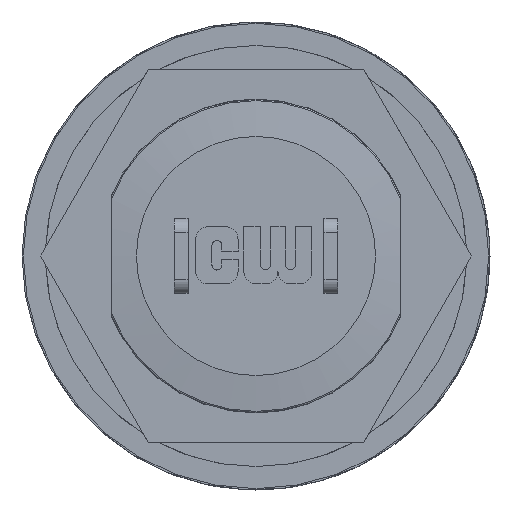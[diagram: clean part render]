
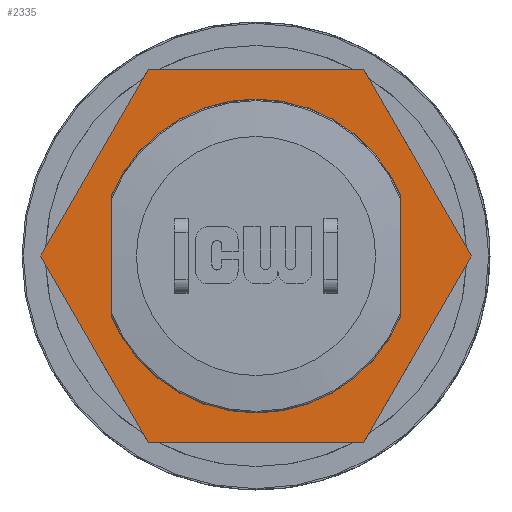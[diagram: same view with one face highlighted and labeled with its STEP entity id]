
A CAD part, front view. The second image highlights one B-rep face of the part: STEP entity #2335.
In plain terms, the highlighted planar face has unit normal (0, -1, 0).
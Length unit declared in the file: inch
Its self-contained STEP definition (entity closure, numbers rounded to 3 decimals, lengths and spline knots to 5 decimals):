
#105=FACE_BOUND('',#478,.T.);
#186=CIRCLE('',#2509,0.22169);
#187=CIRCLE('',#2510,0.22169);
#348=FACE_OUTER_BOUND('',#477,.T.);
#477=EDGE_LOOP('',(#1687,#1688,#1689,#1690,#1691,#1692));
#478=EDGE_LOOP('',(#1693,#1694,#1695,#1696));
#658=LINE('',#3582,#832);
#659=LINE('',#3584,#833);
#660=LINE('',#3586,#834);
#661=LINE('',#3588,#835);
#662=LINE('',#3590,#836);
#663=LINE('',#3591,#837);
#664=LINE('',#3594,#838);
#665=LINE('',#3598,#839);
#832=VECTOR('',#2897,0.3937);
#833=VECTOR('',#2898,0.3937);
#834=VECTOR('',#2899,0.3937);
#835=VECTOR('',#2900,0.3937);
#836=VECTOR('',#2901,0.3937);
#837=VECTOR('',#2902,0.3937);
#838=VECTOR('',#2903,0.3937);
#839=VECTOR('',#2906,0.3937);
#997=VERTEX_POINT('',#3580);
#998=VERTEX_POINT('',#3581);
#999=VERTEX_POINT('',#3583);
#1000=VERTEX_POINT('',#3585);
#1001=VERTEX_POINT('',#3587);
#1002=VERTEX_POINT('',#3589);
#1003=VERTEX_POINT('',#3592);
#1004=VERTEX_POINT('',#3593);
#1005=VERTEX_POINT('',#3595);
#1006=VERTEX_POINT('',#3597);
#1266=EDGE_CURVE('',#997,#998,#658,.T.);
#1267=EDGE_CURVE('',#998,#999,#659,.T.);
#1268=EDGE_CURVE('',#999,#1000,#660,.T.);
#1269=EDGE_CURVE('',#1000,#1001,#661,.T.);
#1270=EDGE_CURVE('',#1001,#1002,#662,.T.);
#1271=EDGE_CURVE('',#1002,#997,#663,.T.);
#1272=EDGE_CURVE('',#1003,#1004,#664,.T.);
#1273=EDGE_CURVE('',#1005,#1003,#186,.T.);
#1274=EDGE_CURVE('',#1006,#1005,#665,.T.);
#1275=EDGE_CURVE('',#1004,#1006,#187,.T.);
#1687=ORIENTED_EDGE('',*,*,#1266,.T.);
#1688=ORIENTED_EDGE('',*,*,#1267,.T.);
#1689=ORIENTED_EDGE('',*,*,#1268,.T.);
#1690=ORIENTED_EDGE('',*,*,#1269,.T.);
#1691=ORIENTED_EDGE('',*,*,#1270,.T.);
#1692=ORIENTED_EDGE('',*,*,#1271,.T.);
#1693=ORIENTED_EDGE('',*,*,#1272,.F.);
#1694=ORIENTED_EDGE('',*,*,#1273,.F.);
#1695=ORIENTED_EDGE('',*,*,#1274,.F.);
#1696=ORIENTED_EDGE('',*,*,#1275,.F.);
#2255=PLANE('',#2508);
#2335=ADVANCED_FACE('',(#348,#105),#2255,.T.);
#2508=AXIS2_PLACEMENT_3D('',#3579,#2895,#2896);
#2509=AXIS2_PLACEMENT_3D('',#3596,#2904,#2905);
#2510=AXIS2_PLACEMENT_3D('',#3599,#2907,#2908);
#2895=DIRECTION('center_axis',(0.,-1.,0.));
#2896=DIRECTION('ref_axis',(0.,0.,-1.));
#2897=DIRECTION('',(0.5,0.,0.866));
#2898=DIRECTION('',(-0.5,0.,0.866));
#2899=DIRECTION('',(-1.,0.,0.));
#2900=DIRECTION('',(-0.5,0.,-0.866));
#2901=DIRECTION('',(0.5,0.,-0.866));
#2902=DIRECTION('',(1.,0.,0.));
#2903=DIRECTION('',(0.,0.,-1.));
#2904=DIRECTION('center_axis',(0.,-1.,0.));
#2905=DIRECTION('ref_axis',(1.,0.,0.));
#2906=DIRECTION('',(0.,0.,1.));
#2907=DIRECTION('center_axis',(0.,-1.,0.));
#2908=DIRECTION('ref_axis',(1.,0.,0.));
#3579=CARTESIAN_POINT('Origin',(0.,-0.177,0.));
#3580=CARTESIAN_POINT('',(0.15848,-0.177,-0.2745));
#3581=CARTESIAN_POINT('',(0.31697,-0.177,0.));
#3582=CARTESIAN_POINT('',(0.15848,-0.177,-0.2745));
#3583=CARTESIAN_POINT('',(0.15848,-0.177,0.2745));
#3584=CARTESIAN_POINT('',(0.31697,-0.177,0.));
#3585=CARTESIAN_POINT('',(-0.15848,-0.177,0.2745));
#3586=CARTESIAN_POINT('',(0.15848,-0.177,0.2745));
#3587=CARTESIAN_POINT('',(-0.31697,-0.177,0.));
#3588=CARTESIAN_POINT('',(-0.15848,-0.177,0.2745));
#3589=CARTESIAN_POINT('',(-0.15848,-0.177,-0.2745));
#3590=CARTESIAN_POINT('',(-0.31697,-0.177,0.));
#3591=CARTESIAN_POINT('',(-0.15848,-0.177,-0.2745));
#3592=CARTESIAN_POINT('',(-0.2125,-0.177,0.06318));
#3593=CARTESIAN_POINT('',(-0.2125,-0.177,-0.06318));
#3594=CARTESIAN_POINT('',(-0.2125,-0.177,0.1703));
#3595=CARTESIAN_POINT('',(0.2125,-0.177,0.06318));
#3596=CARTESIAN_POINT('Origin',(0.,-0.177,0.));
#3597=CARTESIAN_POINT('',(0.2125,-0.177,-0.06318));
#3598=CARTESIAN_POINT('',(0.2125,-0.177,-0.15706));
#3599=CARTESIAN_POINT('Origin',(0.,-0.177,0.));
